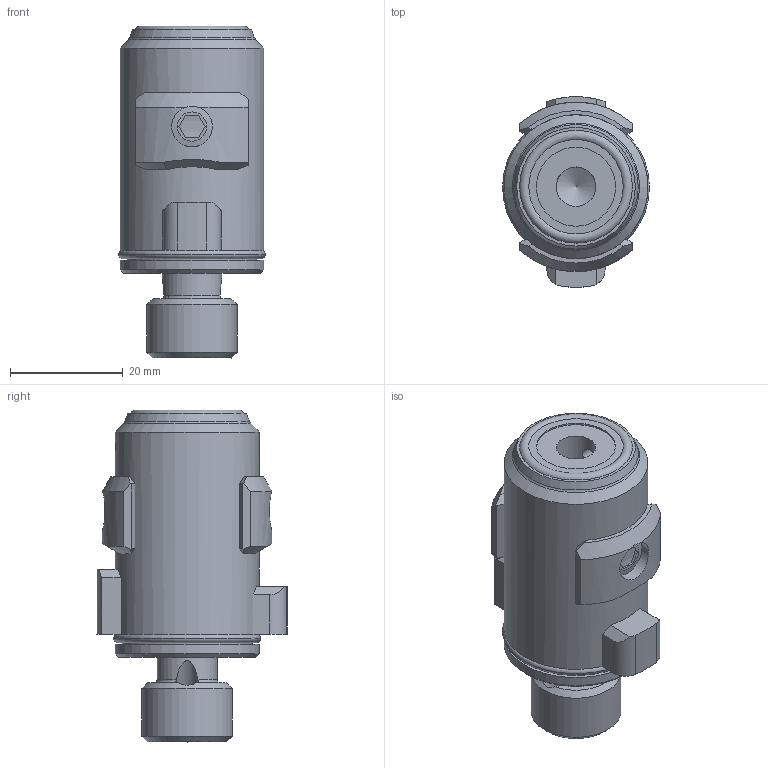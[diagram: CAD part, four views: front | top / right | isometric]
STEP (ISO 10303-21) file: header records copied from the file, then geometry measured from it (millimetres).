
FILE_DESCRIPTION(/* description */ ('Alibre Inc.'),/* implementation_level */ '2;1');
FILE_NAME(/* name */ 'export-8F760AED-50D3-4EAA-88AA-2C051F0A4C83',/* time_stamp */ '2023-12-28T12:24:07+01:00',/* author */ (''),/* organization */ (''),/* preprocessor_version */ 'ST-DEVELOPER v17',/* originating_system */ 'Alibre',/* authorisation */ '');
FILE_SCHEMA (('AUTOMOTIVE_DESIGN'));
Length unit declared in the file: millimetre
Products named in the file (3): _
Bounding box: 26.02 x 33.73 x 58.8 mm (x, y, z)
Volume: 25519.4 mm3; surface area: 8691.7 mm2
Topology: 2 solids, 3 shells, 127 faces, 346 edges, 229 vertices
Faces by surface type: plane 53, cone 35, cylinder 32, torus 7
Full cylindrical faces by diameter (mm): 3 x2, 4 x4, 6 x1, 7 x1, 7.188 x2, 10.6 x1, 12 x1, 14 x1, 16 x1, 23 x2, 25.5 x2
Entity records: 4600 total; most frequent: CARTESIAN_POINT 1472, ORIENTED_EDGE 686, DIRECTION 572, EDGE_CURVE 343, AXIS2_PLACEMENT_3D 259, VERTEX_POINT 229, EDGE_LOOP 144, FACE_BOUND 144
